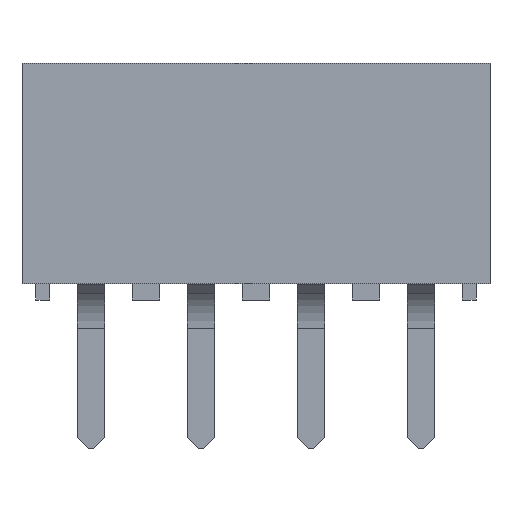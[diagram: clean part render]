
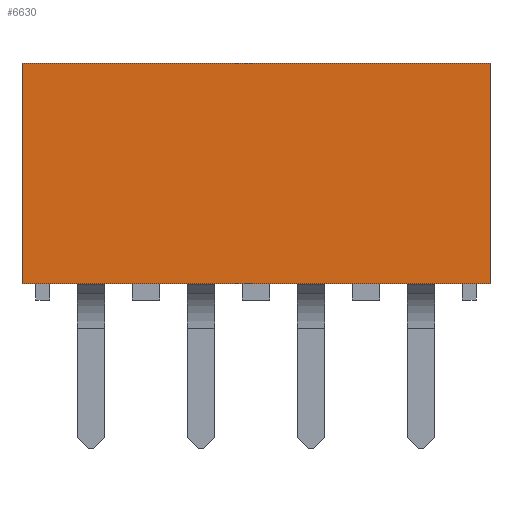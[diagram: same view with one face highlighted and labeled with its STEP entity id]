
A CAD part, front view. The second image highlights one B-rep face of the part: STEP entity #6630.
In plain terms, the highlighted planar face has unit normal (0, -1, 0).
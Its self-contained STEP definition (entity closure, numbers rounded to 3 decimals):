
#2100=ORIENTED_EDGE('',*,*,#3224,.T.);
#2101=ORIENTED_EDGE('',*,*,#3219,.T.);
#2102=ORIENTED_EDGE('',*,*,#3221,.T.);
#2103=ORIENTED_EDGE('',*,*,#3210,.T.);
#3210=EDGE_CURVE('',#3882,#3881,#4546,.T.);
#3219=EDGE_CURVE('',#3888,#3890,#4555,.T.);
#3221=EDGE_CURVE('',#3890,#3882,#4557,.T.);
#3224=EDGE_CURVE('',#3881,#3888,#4560,.T.);
#3881=VERTEX_POINT('',#11115);
#3882=VERTEX_POINT('',#11117);
#3888=VERTEX_POINT('',#11131);
#3890=VERTEX_POINT('',#11135);
#4546=LINE('',#11116,#5258);
#4555=LINE('',#11136,#5267);
#4557=LINE('',#11139,#5269);
#4560=LINE('',#11144,#5272);
#5258=VECTOR('',#8936,1000.);
#5267=VECTOR('',#8949,1000.);
#5269=VECTOR('',#8953,1000.);
#5272=VECTOR('',#8960,1000.);
#5679=EDGE_LOOP('',(#2100,#2101,#2102,#2103));
#6043=FACE_BOUND('',#5679,.T.);
#6275=PLANE('',#7245);
#6630=ADVANCED_FACE('',(#6043),#6275,.T.);
#7245=AXIS2_PLACEMENT_3D('',#11143,#8958,#8959);
#8936=DIRECTION('',(0.,0.,-1.));
#8949=DIRECTION('',(0.,0.,1.));
#8953=DIRECTION('',(-1.,0.,0.));
#8958=DIRECTION('',(0.,-1.,0.));
#8959=DIRECTION('',(0.,0.,-1.));
#8960=DIRECTION('',(1.,0.,0.));
#11115=CARTESIAN_POINT('',(-4.25,-1.25,-1.85));
#11116=CARTESIAN_POINT('',(-4.25,-1.25,2.15));
#11117=CARTESIAN_POINT('',(-4.25,-1.25,2.15));
#11131=CARTESIAN_POINT('',(4.25,-1.25,-1.85));
#11135=CARTESIAN_POINT('',(4.25,-1.25,2.15));
#11136=CARTESIAN_POINT('',(4.25,-1.25,-2.15));
#11139=CARTESIAN_POINT('',(4.25,-1.25,2.15));
#11143=CARTESIAN_POINT('',(0.,-1.25,0.));
#11144=CARTESIAN_POINT('',(0.,-1.25,-1.85));
